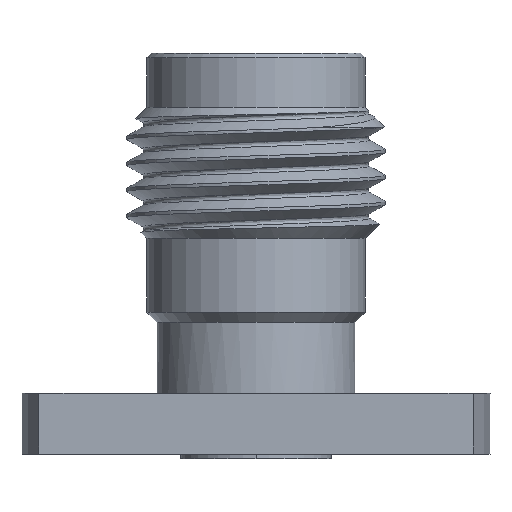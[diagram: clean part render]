
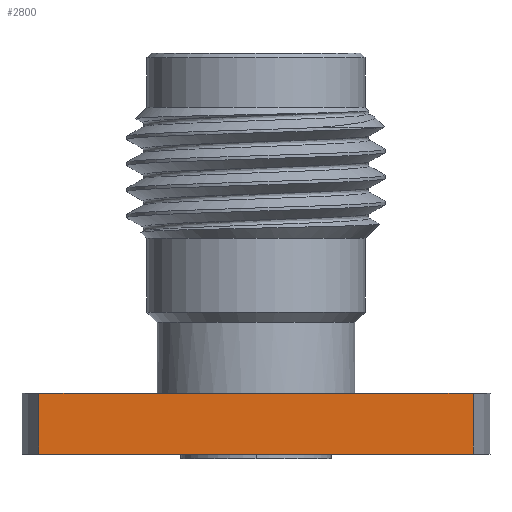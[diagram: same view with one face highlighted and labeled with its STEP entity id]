
A CAD part, left-side view. The second image highlights one B-rep face of the part: STEP entity #2800.
In plain terms, the highlighted planar face has unit normal (-1, 0, 0).
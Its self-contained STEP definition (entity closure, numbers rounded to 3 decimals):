
#27 = EDGE_CURVE ( 'NONE', #3874, #3213, #2619, .T. ) ;
#37 = DIRECTION ( 'NONE',  ( 0., 0., 1. ) ) ;
#288 = ORIENTED_EDGE ( 'NONE', *, *, #2086, .F. ) ;
#289 = CARTESIAN_POINT ( 'NONE',  ( -2.415, -5.873, 0. ) ) ;
#342 = LINE ( 'NONE', #3212, #1150 ) ;
#445 = ORIENTED_EDGE ( 'NONE', *, *, #2633, .F. ) ;
#701 = ORIENTED_EDGE ( 'NONE', *, *, #1349, .T. ) ;
#762 = ORIENTED_EDGE ( 'NONE', *, *, #3287, .T. ) ;
#838 = CARTESIAN_POINT ( 'NONE',  ( -2.415, -5.873, -1.65 ) ) ;
#895 = LINE ( 'NONE', #1654, #3182 ) ;
#963 = LINE ( 'NONE', #2676, #3421 ) ;
#1150 = VECTOR ( 'NONE', #4710, 1000. ) ;
#1187 = DIRECTION ( 'NONE',  ( 0., -1., 0. ) ) ;
#1349 = EDGE_CURVE ( 'NONE', #1890, #3056, #3661, .T. ) ;
#1422 = CARTESIAN_POINT ( 'NONE',  ( -2.415, -1.15, 0. ) ) ;
#1578 = VECTOR ( 'NONE', #3786, 1000. ) ;
#1654 = CARTESIAN_POINT ( 'NONE',  ( -2.415, 5.873, -1.65 ) ) ;
#1802 = EDGE_CURVE ( 'NONE', #1991, #3874, #963, .T. ) ;
#1844 = AXIS2_PLACEMENT_3D ( 'NONE', #838, #4144, #4516 ) ;
#1876 = CARTESIAN_POINT ( 'NONE',  ( -2.415, -5.873, -1.65 ) ) ;
#1890 = VERTEX_POINT ( 'NONE', #3021 ) ;
#1961 = CARTESIAN_POINT ( 'NONE',  ( -2.415, -5.873, 0. ) ) ;
#1991 = VERTEX_POINT ( 'NONE', #3107 ) ;
#2086 = EDGE_CURVE ( 'NONE', #3213, #3056, #4521, .T. ) ;
#2272 = PLANE ( 'NONE',  #1844 ) ;
#2553 = CARTESIAN_POINT ( 'NONE',  ( -2.415, 1.15, 0. ) ) ;
#2558 = VECTOR ( 'NONE', #3926, 1000. ) ;
#2619 = LINE ( 'NONE', #4248, #2558 ) ;
#2633 = EDGE_CURVE ( 'NONE', #3558, #1991, #895, .T. ) ;
#2676 = CARTESIAN_POINT ( 'NONE',  ( -2.415, -5.873, 0. ) ) ;
#2800 = ADVANCED_FACE ( 'NONE', ( #3297 ), #2272, .T. ) ;
#3021 = CARTESIAN_POINT ( 'NONE',  ( -2.415, -5.873, -1.65 ) ) ;
#3056 = VERTEX_POINT ( 'NONE', #289 ) ;
#3107 = CARTESIAN_POINT ( 'NONE',  ( -2.415, 5.873, 0. ) ) ;
#3127 = ORIENTED_EDGE ( 'NONE', *, *, #27, .F. ) ;
#3182 = VECTOR ( 'NONE', #4617, 1000. ) ;
#3212 = CARTESIAN_POINT ( 'NONE',  ( -2.415, -5.873, -1.65 ) ) ;
#3213 = VERTEX_POINT ( 'NONE', #1422 ) ;
#3287 = EDGE_CURVE ( 'NONE', #3558, #1890, #342, .T. ) ;
#3297 = FACE_OUTER_BOUND ( 'NONE', #3673, .T. ) ;
#3418 = CARTESIAN_POINT ( 'NONE',  ( -2.415, 5.873, -1.65 ) ) ;
#3421 = VECTOR ( 'NONE', #1187, 1000. ) ;
#3558 = VERTEX_POINT ( 'NONE', #3418 ) ;
#3661 = LINE ( 'NONE', #1876, #3776 ) ;
#3673 = EDGE_LOOP ( 'NONE', ( #3803, #445, #762, #701, #288, #3127 ) ) ;
#3776 = VECTOR ( 'NONE', #37, 1000. ) ;
#3786 = DIRECTION ( 'NONE',  ( 0., -1., 0. ) ) ;
#3803 = ORIENTED_EDGE ( 'NONE', *, *, #1802, .F. ) ;
#3874 = VERTEX_POINT ( 'NONE', #2553 ) ;
#3926 = DIRECTION ( 'NONE',  ( 0., -1., 0. ) ) ;
#4144 = DIRECTION ( 'NONE',  ( -1., 0., 0. ) ) ;
#4248 = CARTESIAN_POINT ( 'NONE',  ( -2.415, -5.873, 0. ) ) ;
#4516 = DIRECTION ( 'NONE',  ( 0., 0., 1. ) ) ;
#4521 = LINE ( 'NONE', #1961, #1578 ) ;
#4617 = DIRECTION ( 'NONE',  ( 0., 0., 1. ) ) ;
#4710 = DIRECTION ( 'NONE',  ( 0., -1., 0. ) ) ;
